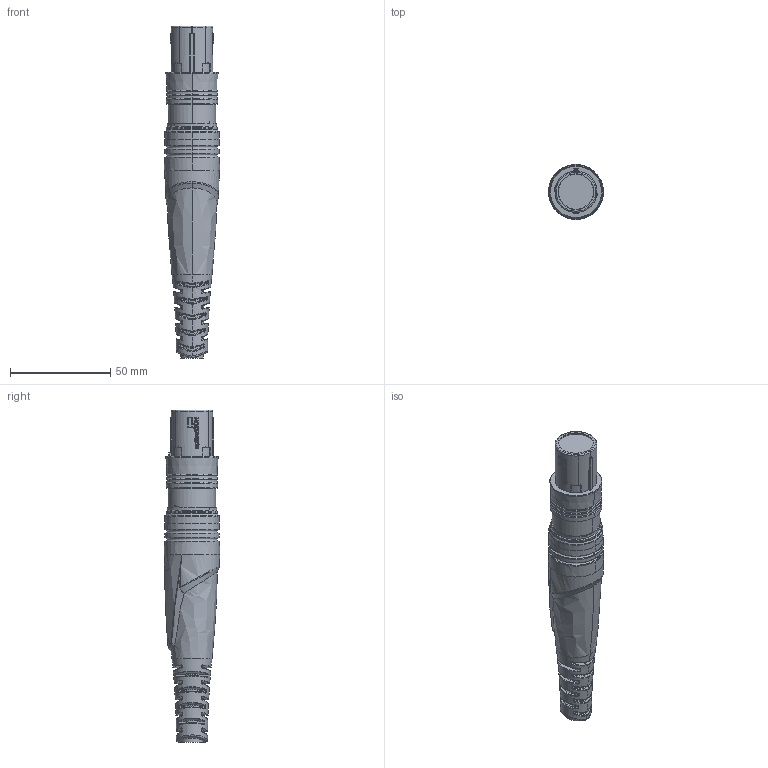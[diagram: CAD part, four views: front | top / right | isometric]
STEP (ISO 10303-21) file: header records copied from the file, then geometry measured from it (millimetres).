
FILE_DESCRIPTION((''),'2;1');
FILE_NAME('30009902','2022-08-12T13:25:27',('SYSTEM'),(''),'CREO PARAMETRIC BY PTC INC, 2021184','CREO PARAMETRIC BY PTC INC, 2021184','');
FILE_SCHEMA(('CONFIG_CONTROL_DESIGN'));
Products named in the file (1): 30009902
Bounding box: 27.47 x 27.5 x 165.55 mm (x, y, z)
Volume: 66051.1 mm3; surface area: 15132.2 mm2
Topology: 1 solids, 34 shells, 1401 faces, 3247 edges, 1964 vertices
Faces by surface type: bspline 399, plane 314, cylinder 293, extrusion 142, cone 132, sphere 86, torus 35
Entity records: 58693 total; most frequent: CARTESIAN_POINT 30780, ORIENTED_EDGE 6494, DIRECTION 4559, EDGE_CURVE 3247, VERTEX_POINT 1964, AXIS2_PLACEMENT_3D 1773, B_SPLINE_CURVE_WITH_KNOTS 1605, EDGE_LOOP 1451
